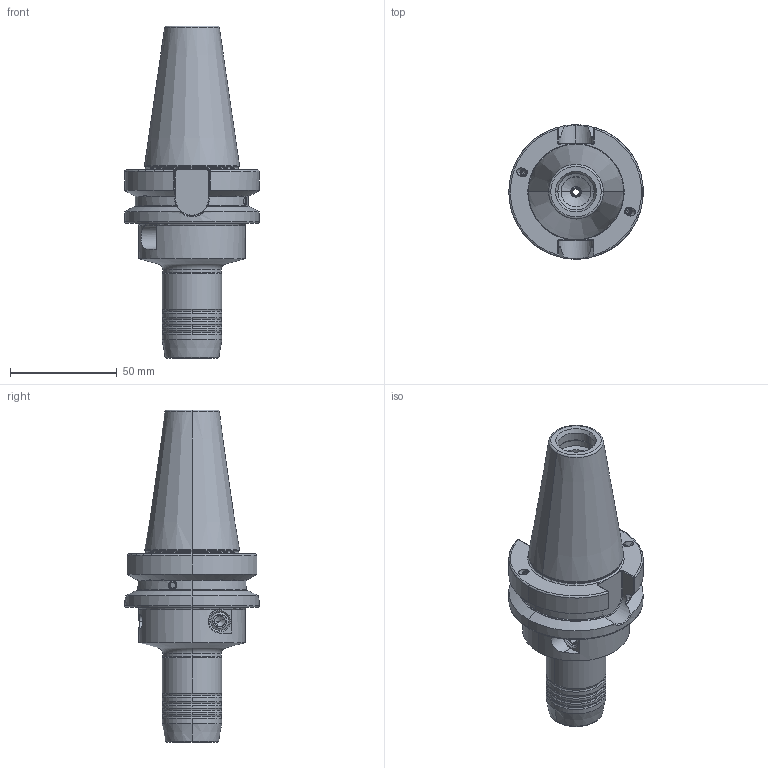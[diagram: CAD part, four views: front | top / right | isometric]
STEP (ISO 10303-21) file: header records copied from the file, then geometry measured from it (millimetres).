
FILE_DESCRIPTION (( 'STEP AP214' ), '1' );
FILE_NAME ('77.403.008 x90_step.STEP', '2020-02-06T08:22:02', ( '' ), ( '' ), 'SwSTEP 2.0', 'SolidWorks 2018', '' );
FILE_SCHEMA (( 'AUTOMOTIVE_DESIGN' ));
Length unit declared in the file: millimetre
Products named in the file (1): 77.403.008 x90_step
Bounding box: 62.95 x 62.95 x 155.4 mm (x, y, z)
Volume: 179421.1 mm3; surface area: 40251.5 mm2
Topology: 14 solids, 14 shells, 490 faces, 1137 edges, 673 vertices
Faces by surface type: cylinder 161, cone 134, plane 112, torus 72, bspline 7, sphere 4
Entity records: 22190 total; most frequent: CARTESIAN_POINT 5516, DIRECTION 2502, ORIENTED_EDGE 2222, EDGE_CURVE 1111, AXIS2_PLACEMENT_3D 1038, VERTEX_POINT 667, CIRCLE 554, EDGE_LOOP 530
